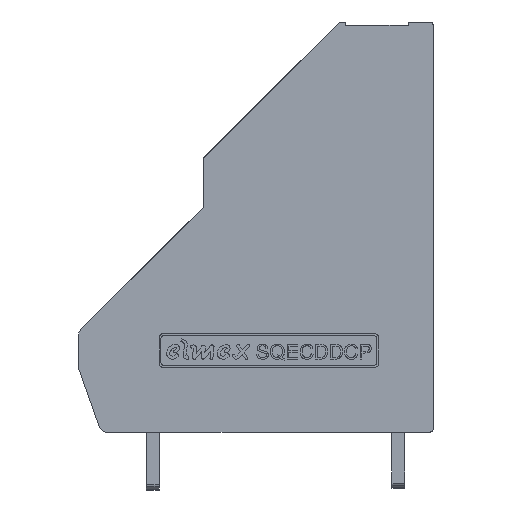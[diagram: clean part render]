
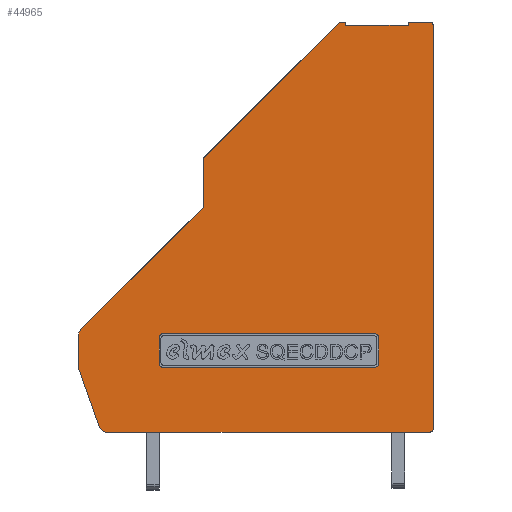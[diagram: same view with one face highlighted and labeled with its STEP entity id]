
A CAD part, front view. The second image highlights one B-rep face of the part: STEP entity #44965.
In plain terms, the highlighted planar face has unit normal (0, -1, 0).
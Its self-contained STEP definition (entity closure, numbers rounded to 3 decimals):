
#1676=CIRCLE('',#47128,0.25);
#1677=CIRCLE('',#47131,0.25);
#1678=CIRCLE('',#47134,0.25);
#1679=CIRCLE('',#47137,0.25);
#1681=CIRCLE('',#47146,0.25);
#1683=CIRCLE('',#47151,0.5);
#1743=CIRCLE('',#47286,0.5);
#1850=CIRCLE('',#47540,0.25);
#1852=CIRCLE('',#47544,0.5);
#4191=LINE('',#68087,#7334);
#4194=LINE('',#68095,#7337);
#4197=LINE('',#68103,#7340);
#4200=LINE('',#68111,#7343);
#4202=LINE('',#68116,#7345);
#4205=LINE('',#68122,#7348);
#4208=LINE('',#68128,#7351);
#4211=LINE('',#68134,#7354);
#4214=LINE('',#68140,#7357);
#4218=LINE('',#68152,#7361);
#4224=LINE('',#68165,#7367);
#4228=LINE('',#68177,#7371);
#4334=LINE('',#68745,#7477);
#4574=LINE('',#69679,#7717);
#4625=LINE('',#69797,#7768);
#4626=LINE('',#69798,#7769);
#7334=VECTOR('',#53697,1000.);
#7337=VECTOR('',#53706,1000.);
#7340=VECTOR('',#53715,1000.);
#7343=VECTOR('',#53724,1000.);
#7345=VECTOR('',#53728,1000.);
#7348=VECTOR('',#53733,1000.);
#7351=VECTOR('',#53738,1000.);
#7354=VECTOR('',#53743,1000.);
#7357=VECTOR('',#53748,1000.);
#7361=VECTOR('',#53760,1000.);
#7367=VECTOR('',#53768,1000.);
#7371=VECTOR('',#53780,1000.);
#7477=VECTOR('',#54148,1000.);
#7717=VECTOR('',#54846,1000.);
#7768=VECTOR('',#54963,1000.);
#7769=VECTOR('',#54964,1000.);
#15608=ORIENTED_EDGE('',*,*,#21249,.T.);
#15609=ORIENTED_EDGE('',*,*,#21246,.T.);
#15610=ORIENTED_EDGE('',*,*,#21243,.T.);
#15611=ORIENTED_EDGE('',*,*,#21855,.T.);
#15612=ORIENTED_EDGE('',*,*,#21856,.T.);
#15613=ORIENTED_EDGE('',*,*,#21850,.T.);
#15614=ORIENTED_EDGE('',*,*,#21237,.T.);
#15615=ORIENTED_EDGE('',*,*,#21236,.T.);
#15616=ORIENTED_EDGE('',*,*,#21231,.T.);
#15617=ORIENTED_EDGE('',*,*,#21228,.T.);
#15618=ORIENTED_EDGE('',*,*,#21225,.T.);
#15619=ORIENTED_EDGE('',*,*,#21222,.T.);
#15620=ORIENTED_EDGE('',*,*,#21219,.T.);
#15621=ORIENTED_EDGE('',*,*,#21793,.T.);
#15622=ORIENTED_EDGE('',*,*,#21427,.T.);
#15623=ORIENTED_EDGE('',*,*,#21857,.T.);
#15624=ORIENTED_EDGE('',*,*,#21431,.T.);
#15625=ORIENTED_EDGE('',*,*,#21217,.T.);
#15626=ORIENTED_EDGE('',*,*,#21215,.T.);
#15627=ORIENTED_EDGE('',*,*,#21213,.T.);
#15628=ORIENTED_EDGE('',*,*,#21211,.T.);
#15629=ORIENTED_EDGE('',*,*,#21209,.T.);
#15630=ORIENTED_EDGE('',*,*,#21207,.T.);
#15631=ORIENTED_EDGE('',*,*,#21205,.T.);
#15632=ORIENTED_EDGE('',*,*,#21203,.T.);
#21203=EDGE_CURVE('',#25001,#25000,#1676,.F.);
#21205=EDGE_CURVE('',#25002,#25001,#4191,.T.);
#21207=EDGE_CURVE('',#25003,#25002,#1677,.F.);
#21209=EDGE_CURVE('',#25004,#25003,#4194,.T.);
#21211=EDGE_CURVE('',#25005,#25004,#1678,.F.);
#21213=EDGE_CURVE('',#25006,#25005,#4197,.T.);
#21215=EDGE_CURVE('',#25007,#25006,#1679,.F.);
#21217=EDGE_CURVE('',#25000,#25007,#4200,.T.);
#21219=EDGE_CURVE('',#25010,#25009,#4202,.T.);
#21222=EDGE_CURVE('',#25012,#25010,#4205,.T.);
#21225=EDGE_CURVE('',#25014,#25012,#4208,.T.);
#21228=EDGE_CURVE('',#25016,#25014,#4211,.T.);
#21231=EDGE_CURVE('',#25018,#25016,#4214,.T.);
#21236=EDGE_CURVE('',#25021,#25018,#1681,.T.);
#21237=EDGE_CURVE('',#25022,#25021,#4218,.T.);
#21243=EDGE_CURVE('',#25024,#25027,#4224,.T.);
#21246=EDGE_CURVE('',#25029,#25024,#1683,.T.);
#21249=EDGE_CURVE('',#25030,#25029,#4228,.T.);
#21427=EDGE_CURVE('',#25132,#25131,#4334,.T.);
#21431=EDGE_CURVE('',#25134,#25030,#1743,.T.);
#21793=EDGE_CURVE('',#25009,#25132,#4574,.T.);
#21850=EDGE_CURVE('',#25389,#25022,#1850,.T.);
#21855=EDGE_CURVE('',#25027,#25391,#1852,.T.);
#21856=EDGE_CURVE('',#25391,#25389,#4625,.T.);
#21857=EDGE_CURVE('',#25131,#25134,#4626,.T.);
#25000=VERTEX_POINT('',#68082);
#25001=VERTEX_POINT('',#68084);
#25002=VERTEX_POINT('',#68088);
#25003=VERTEX_POINT('',#68092);
#25004=VERTEX_POINT('',#68096);
#25005=VERTEX_POINT('',#68100);
#25006=VERTEX_POINT('',#68104);
#25007=VERTEX_POINT('',#68108);
#25009=VERTEX_POINT('',#68115);
#25010=VERTEX_POINT('',#68117);
#25012=VERTEX_POINT('',#68123);
#25014=VERTEX_POINT('',#68129);
#25016=VERTEX_POINT('',#68135);
#25018=VERTEX_POINT('',#68141);
#25021=VERTEX_POINT('',#68148);
#25022=VERTEX_POINT('',#68153);
#25024=VERTEX_POINT('',#68159);
#25027=VERTEX_POINT('',#68164);
#25029=VERTEX_POINT('',#68169);
#25030=VERTEX_POINT('',#68174);
#25131=VERTEX_POINT('',#68744);
#25132=VERTEX_POINT('',#68746);
#25134=VERTEX_POINT('',#68751);
#25389=VERTEX_POINT('',#69784);
#25391=VERTEX_POINT('',#69794);
#27848=EDGE_LOOP('',(#15608,#15609,#15610,#15611,#15612,#15613,#15614,#15615,
#15616,#15617,#15618,#15619,#15620,#15621,#15622,#15623,#15624));
#27849=EDGE_LOOP('',(#15625,#15626,#15627,#15628,#15629,#15630,#15631,#15632));
#29775=FACE_BOUND('',#27848,.T.);
#29776=FACE_BOUND('',#27849,.T.);
#31023=PLANE('',#47545);
#44965=ADVANCED_FACE('',(#29775,#29776),#31023,.T.);
#47128=AXIS2_PLACEMENT_3D('',#68083,#53692,#53693);
#47131=AXIS2_PLACEMENT_3D('',#68091,#53701,#53702);
#47134=AXIS2_PLACEMENT_3D('',#68099,#53710,#53711);
#47137=AXIS2_PLACEMENT_3D('',#68107,#53719,#53720);
#47146=AXIS2_PLACEMENT_3D('',#68150,#53756,#53757);
#47151=AXIS2_PLACEMENT_3D('',#68171,#53774,#53775);
#47286=AXIS2_PLACEMENT_3D('',#68753,#54155,#54156);
#47540=AXIS2_PLACEMENT_3D('',#69786,#54948,#54949);
#47544=AXIS2_PLACEMENT_3D('',#69795,#54959,#54960);
#47545=AXIS2_PLACEMENT_3D('',#69796,#54961,#54962);
#53692=DIRECTION('',(0.,-1.,0.));
#53693=DIRECTION('',(0.,0.,-1.));
#53697=DIRECTION('',(0.,0.,1.));
#53701=DIRECTION('',(0.,-1.,0.));
#53702=DIRECTION('',(0.,0.,-1.));
#53706=DIRECTION('',(-1.,0.,0.));
#53710=DIRECTION('',(0.,-1.,0.));
#53711=DIRECTION('',(0.,0.,-1.));
#53715=DIRECTION('',(0.,0.,-1.));
#53719=DIRECTION('',(0.,-1.,0.));
#53720=DIRECTION('',(0.,0.,-1.));
#53724=DIRECTION('',(1.,0.,0.));
#53728=DIRECTION('',(-1.,0.,0.));
#53733=DIRECTION('',(0.,0.,1.));
#53738=DIRECTION('',(-1.,0.,0.));
#53743=DIRECTION('',(0.,0.,-1.));
#53748=DIRECTION('',(-1.,0.,0.));
#53756=DIRECTION('',(0.,-1.,0.));
#53757=DIRECTION('',(0.,0.,-1.));
#53760=DIRECTION('',(0.,0.,1.));
#53768=DIRECTION('',(0.33,0.,-0.944));
#53774=DIRECTION('',(0.,-1.,0.));
#53775=DIRECTION('',(0.,0.,-1.));
#53780=DIRECTION('',(0.,0.,-1.));
#54148=DIRECTION('',(0.,0.,-1.));
#54155=DIRECTION('',(0.,-1.,0.));
#54156=DIRECTION('',(0.,0.,-1.));
#54846=DIRECTION('',(-0.707,0.,-0.707));
#54948=DIRECTION('',(0.,-1.,0.));
#54949=DIRECTION('',(0.,0.,-1.));
#54959=DIRECTION('',(0.,-1.,0.));
#54960=DIRECTION('',(0.,0.,-1.));
#54961=DIRECTION('',(0.,-1.,0.));
#54962=DIRECTION('',(0.,0.,-1.));
#54963=DIRECTION('',(1.,0.,0.));
#54964=DIRECTION('',(-0.707,0.,-0.707));
#68082=CARTESIAN_POINT('',(17.718,-3.26,9.876));
#68083=CARTESIAN_POINT('',(17.718,-3.26,9.626));
#68084=CARTESIAN_POINT('',(17.468,-3.26,9.626));
#68087=CARTESIAN_POINT('',(17.468,-3.26,7.769));
#68088=CARTESIAN_POINT('',(17.468,-3.26,8.019));
#68091=CARTESIAN_POINT('',(17.718,-3.26,8.019));
#68092=CARTESIAN_POINT('',(17.718,-3.26,7.769));
#68095=CARTESIAN_POINT('',(31.107,-3.26,7.769));
#68096=CARTESIAN_POINT('',(30.857,-3.26,7.769));
#68099=CARTESIAN_POINT('',(30.857,-3.26,8.019));
#68100=CARTESIAN_POINT('',(31.107,-3.26,8.019));
#68103=CARTESIAN_POINT('',(31.107,-3.26,9.876));
#68104=CARTESIAN_POINT('',(31.107,-3.26,9.626));
#68107=CARTESIAN_POINT('',(30.857,-3.26,9.626));
#68108=CARTESIAN_POINT('',(30.857,-3.26,9.876));
#68111=CARTESIAN_POINT('',(17.468,-3.26,9.876));
#68115=CARTESIAN_POINT('',(28.66,-3.26,29.25));
#68116=CARTESIAN_POINT('',(28.66,-3.26,29.25));
#68117=CARTESIAN_POINT('',(29.05,-3.26,29.25));
#68122=CARTESIAN_POINT('',(29.05,-3.26,29.25));
#68123=CARTESIAN_POINT('',(29.05,-3.26,29.05));
#68128=CARTESIAN_POINT('',(29.05,-3.26,29.05));
#68129=CARTESIAN_POINT('',(32.95,-3.26,29.05));
#68134=CARTESIAN_POINT('',(32.95,-3.26,29.05));
#68135=CARTESIAN_POINT('',(32.95,-3.26,29.25));
#68140=CARTESIAN_POINT('',(32.95,-3.26,29.25));
#68141=CARTESIAN_POINT('',(34.27,-3.26,29.25));
#68148=CARTESIAN_POINT('',(34.52,-3.26,29.));
#68150=CARTESIAN_POINT('',(34.27,-3.26,29.));
#68152=CARTESIAN_POINT('',(34.52,-3.26,29.25));
#68153=CARTESIAN_POINT('',(34.52,-3.26,4.));
#68159=CARTESIAN_POINT('',(12.478,-3.26,7.67));
#68164=CARTESIAN_POINT('',(13.733,-3.26,4.085));
#68165=CARTESIAN_POINT('',(12.45,-3.26,7.75));
#68169=CARTESIAN_POINT('',(12.45,-3.26,7.835));
#68171=CARTESIAN_POINT('',(12.95,-3.26,7.835));
#68174=CARTESIAN_POINT('',(12.45,-3.26,9.763));
#68177=CARTESIAN_POINT('',(12.45,-3.26,9.97));
#68744=CARTESIAN_POINT('',(20.2,-3.26,17.72));
#68745=CARTESIAN_POINT('',(20.2,-3.26,17.72));
#68746=CARTESIAN_POINT('',(20.2,-3.26,20.79));
#68751=CARTESIAN_POINT('',(12.596,-3.26,10.117));
#68753=CARTESIAN_POINT('',(12.95,-3.26,9.763));
#69679=CARTESIAN_POINT('',(20.2,-3.26,20.79));
#69784=CARTESIAN_POINT('',(34.27,-3.26,3.75));
#69786=CARTESIAN_POINT('',(34.27,-3.26,4.));
#69794=CARTESIAN_POINT('',(14.205,-3.26,3.75));
#69795=CARTESIAN_POINT('',(14.205,-3.26,4.25));
#69796=CARTESIAN_POINT('',(0.,-3.26,0.));
#69797=CARTESIAN_POINT('',(34.52,-3.26,3.75));
#69798=CARTESIAN_POINT('',(20.2,-3.26,17.72));
